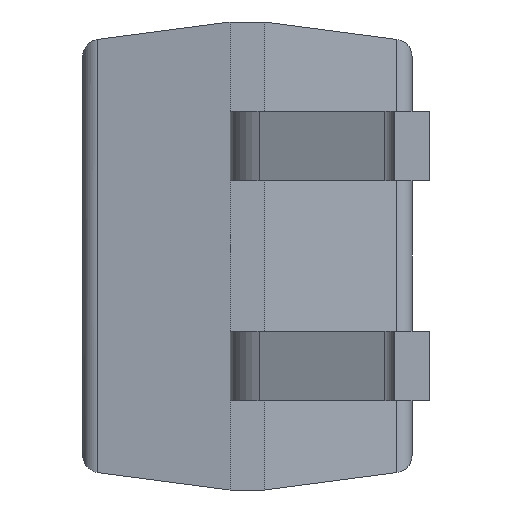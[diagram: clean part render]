
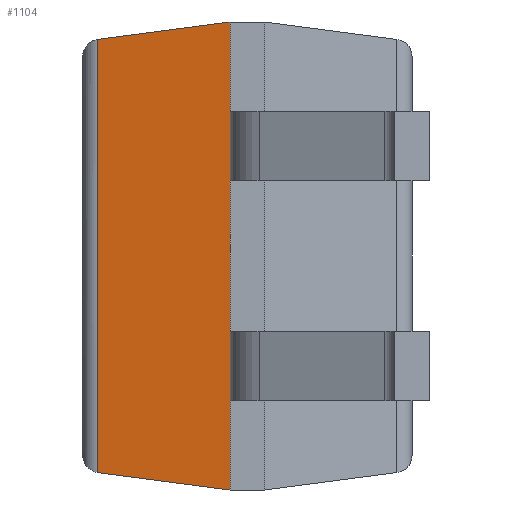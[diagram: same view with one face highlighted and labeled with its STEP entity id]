
A CAD part, left-side view. The second image highlights one B-rep face of the part: STEP entity #1104.
In plain terms, the highlighted planar face has unit normal (-0.991, 0.131, 0).
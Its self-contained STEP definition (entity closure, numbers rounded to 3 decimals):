
#82 = CARTESIAN_POINT ( 'NONE',  ( -2.2, 1.15, -1.35 ) ) ;
#84 = PLANE ( 'NONE',  #2496 ) ;
#106 = CARTESIAN_POINT ( 'NONE',  ( -2.088, 2., 0. ) ) ;
#317 = ORIENTED_EDGE ( 'NONE', *, *, #1206, .T. ) ;
#319 = LINE ( 'NONE', #2398, #1305 ) ;
#325 = DIRECTION ( 'NONE',  ( -0.129, -0.983, -0.129 ) ) ;
#330 = DIRECTION ( 'NONE',  ( 0., 0., -1. ) ) ;
#346 = ORIENTED_EDGE ( 'NONE', *, *, #1871, .F. ) ;
#404 = DIRECTION ( 'NONE',  ( 0., 0., -1. ) ) ;
#509 = LINE ( 'NONE', #920, #1674 ) ;
#520 = CARTESIAN_POINT ( 'NONE',  ( -2.1, 1.913, -1.25 ) ) ;
#595 = VERTEX_POINT ( 'NONE', #2289 ) ;
#707 = EDGE_CURVE ( 'NONE', #738, #1210, #879, .T. ) ;
#738 = VERTEX_POINT ( 'NONE', #1362 ) ;
#743 = EDGE_LOOP ( 'NONE', ( #997, #1845, #317, #346 ) ) ;
#809 = EDGE_CURVE ( 'NONE', #738, #595, #2414, .T. ) ;
#879 = LINE ( 'NONE', #2472, #1647 ) ;
#920 = CARTESIAN_POINT ( 'NONE',  ( -2.053, 2.266, -1.203 ) ) ;
#997 = ORIENTED_EDGE ( 'NONE', *, *, #809, .F. ) ;
#1067 = DIRECTION ( 'NONE',  ( 0.991, -0.131, 0. ) ) ;
#1089 = DIRECTION ( 'NONE',  ( 0., 0., 1. ) ) ;
#1104 = ADVANCED_FACE ( 'NONE', ( #1159 ), #84, .F. ) ;
#1159 = FACE_OUTER_BOUND ( 'NONE', #743, .T. ) ;
#1206 = EDGE_CURVE ( 'NONE', #1210, #1943, #509, .T. ) ;
#1210 = VERTEX_POINT ( 'NONE', #520 ) ;
#1305 = VECTOR ( 'NONE', #404, 1000. ) ;
#1352 = VECTOR ( 'NONE', #2146, 1000. ) ;
#1362 = CARTESIAN_POINT ( 'NONE',  ( -2.1, 1.913, 1.25 ) ) ;
#1603 = CARTESIAN_POINT ( 'NONE',  ( -2.067, 2.158, 1.217 ) ) ;
#1647 = VECTOR ( 'NONE', #330, 1000. ) ;
#1674 = VECTOR ( 'NONE', #325, 1000. ) ;
#1845 = ORIENTED_EDGE ( 'NONE', *, *, #707, .T. ) ;
#1871 = EDGE_CURVE ( 'NONE', #595, #1943, #319, .T. ) ;
#1943 = VERTEX_POINT ( 'NONE', #82 ) ;
#2146 = DIRECTION ( 'NONE',  ( -0.129, -0.983, 0.129 ) ) ;
#2289 = CARTESIAN_POINT ( 'NONE',  ( -2.2, 1.15, 1.35 ) ) ;
#2398 = CARTESIAN_POINT ( 'NONE',  ( -2.2, 1.15, 1.35 ) ) ;
#2414 = LINE ( 'NONE', #1603, #1352 ) ;
#2472 = CARTESIAN_POINT ( 'NONE',  ( -2.1, 1.913, -1.238 ) ) ;
#2496 = AXIS2_PLACEMENT_3D ( 'NONE', #106, #1067, #1089 ) ;
